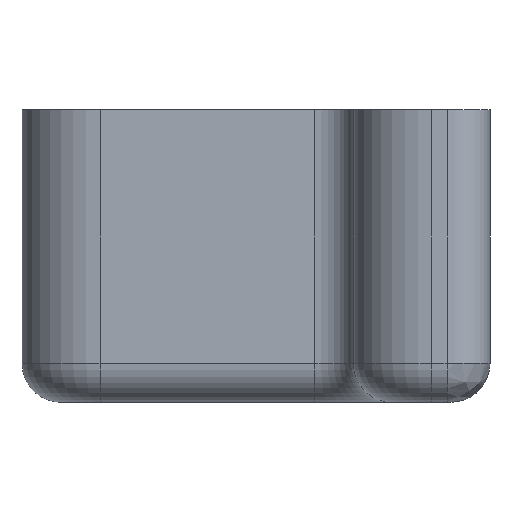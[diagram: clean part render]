
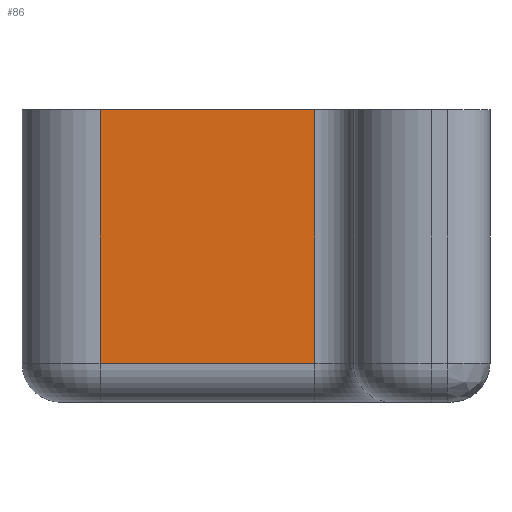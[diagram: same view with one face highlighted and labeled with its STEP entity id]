
A CAD part, front view. The second image highlights one B-rep face of the part: STEP entity #86.
In plain terms, the highlighted planar face has unit normal (0, -1, 0).
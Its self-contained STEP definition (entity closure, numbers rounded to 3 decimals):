
#86 = ADVANCED_FACE( '', ( #138 ), #139, .T. );
#138 = FACE_OUTER_BOUND( '', #217, .T. );
#139 = PLANE( '', #218 );
#217 = EDGE_LOOP( '', ( #444, #445, #446, #447 ) );
#218 = AXIS2_PLACEMENT_3D( '', #448, #449, #450 );
#444 = ORIENTED_EDGE( '', *, *, #692, .F. );
#445 = ORIENTED_EDGE( '', *, *, #693, .T. );
#446 = ORIENTED_EDGE( '', *, *, #694, .T. );
#447 = ORIENTED_EDGE( '', *, *, #646, .F. );
#448 = CARTESIAN_POINT( '', ( -18., -5., -15. ) );
#449 = DIRECTION( '', ( 0., -1., 0. ) );
#450 = DIRECTION( '', ( -1., 0., 0. ) );
#646 = EDGE_CURVE( '', #748, #750, #751, .T. );
#692 = EDGE_CURVE( '', #830, #748, #832, .T. );
#693 = EDGE_CURVE( '', #830, #833, #834, .T. );
#694 = EDGE_CURVE( '', #833, #750, #835, .T. );
#748 = VERTEX_POINT( '', #907 );
#750 = VERTEX_POINT( '', #909 );
#751 = LINE( '', #910, #911 );
#830 = VERTEX_POINT( '', #1017 );
#832 = LINE( '', #1019, #1020 );
#833 = VERTEX_POINT( '', #1021 );
#834 = LINE( '', #1022, #1023 );
#835 = LINE( '', #1024, #1025 );
#907 = CARTESIAN_POINT( '', ( -18., -5., 0. ) );
#909 = CARTESIAN_POINT( '', ( -7., -5., 0. ) );
#910 = CARTESIAN_POINT( '', ( -18., -5., 0. ) );
#911 = VECTOR( '', #1116, 1000. );
#1017 = CARTESIAN_POINT( '', ( -18., -5., -13. ) );
#1019 = CARTESIAN_POINT( '', ( -18., -5., -15. ) );
#1020 = VECTOR( '', #1198, 1000. );
#1021 = CARTESIAN_POINT( '', ( -7., -5., -13. ) );
#1022 = CARTESIAN_POINT( '', ( -7., -5., -13. ) );
#1023 = VECTOR( '', #1199, 1000. );
#1024 = CARTESIAN_POINT( '', ( -7., -5., -15. ) );
#1025 = VECTOR( '', #1200, 1000. );
#1116 = DIRECTION( '', ( 1., 0., 0. ) );
#1198 = DIRECTION( '', ( 0., 0., 1. ) );
#1199 = DIRECTION( '', ( 1., 0., 0. ) );
#1200 = DIRECTION( '', ( 0., 0., 1. ) );
